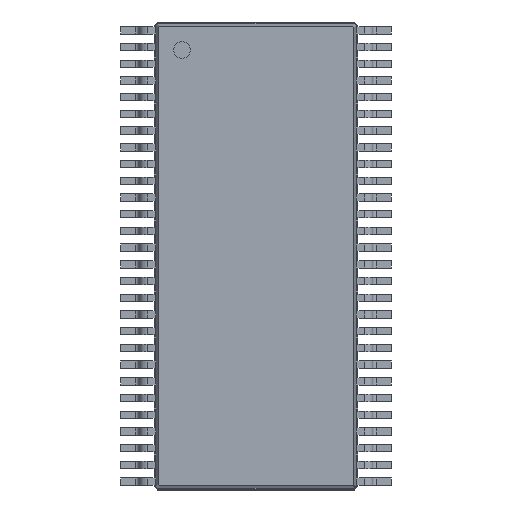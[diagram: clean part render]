
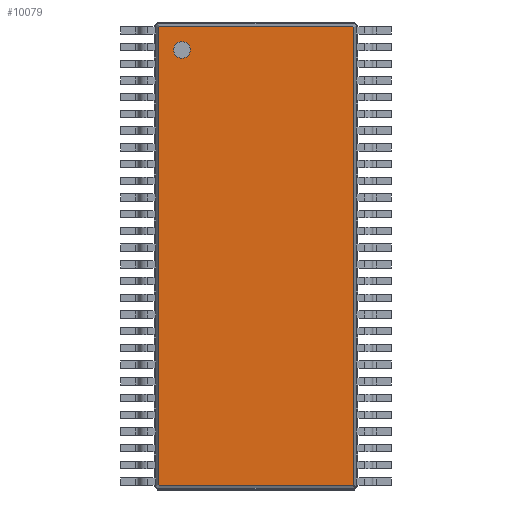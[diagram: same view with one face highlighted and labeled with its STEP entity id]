
A CAD part, top view. The second image highlights one B-rep face of the part: STEP entity #10079.
In plain terms, the highlighted planar face has unit normal (0, 0, 1).
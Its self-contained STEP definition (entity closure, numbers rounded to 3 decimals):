
#3310 = VERTEX_POINT('',#3311);
#3311 = CARTESIAN_POINT('',(2.915,-6.842,1.05));
#3316 = EDGE_CURVE('',#3317,#3310,#3319,.T.);
#3317 = VERTEX_POINT('',#3318);
#3318 = CARTESIAN_POINT('',(2.915,6.842,1.05));
#3319 = LINE('',#3320,#3321);
#3320 = CARTESIAN_POINT('',(2.915,6.842,1.05));
#3321 = VECTOR('',#3322,1.);
#3322 = DIRECTION('',(0.,-1.,0.));
#10043 = EDGE_CURVE('',#10044,#3317,#10046,.T.);
#10044 = VERTEX_POINT('',#10045);
#10045 = CARTESIAN_POINT('',(2.892,6.865,1.05));
#10046 = LINE('',#10047,#10048);
#10047 = CARTESIAN_POINT('',(2.892,6.865,1.05));
#10048 = VECTOR('',#10049,1.);
#10049 = DIRECTION('',(0.707,-0.707,0.));
#10079 = ADVANCED_FACE('',(#10080,#10130),#10141,.F.);
#10080 = FACE_BOUND('',#10081,.F.);
#10081 = EDGE_LOOP('',(#10082,#10090,#10091,#10092,#10100,#10108,#10116,
#10124));
#10082 = ORIENTED_EDGE('',*,*,#10083,.T.);
#10083 = EDGE_CURVE('',#10084,#10044,#10086,.T.);
#10084 = VERTEX_POINT('',#10085);
#10085 = CARTESIAN_POINT('',(-2.892,6.865,1.05));
#10086 = LINE('',#10087,#10088);
#10087 = CARTESIAN_POINT('',(-2.892,6.865,1.05));
#10088 = VECTOR('',#10089,1.);
#10089 = DIRECTION('',(1.,0.,0.));
#10090 = ORIENTED_EDGE('',*,*,#10043,.T.);
#10091 = ORIENTED_EDGE('',*,*,#3316,.T.);
#10092 = ORIENTED_EDGE('',*,*,#10093,.T.);
#10093 = EDGE_CURVE('',#3310,#10094,#10096,.T.);
#10094 = VERTEX_POINT('',#10095);
#10095 = CARTESIAN_POINT('',(2.892,-6.865,1.05));
#10096 = LINE('',#10097,#10098);
#10097 = CARTESIAN_POINT('',(2.915,-6.842,1.05));
#10098 = VECTOR('',#10099,1.);
#10099 = DIRECTION('',(-0.707,-0.707,0.));
#10100 = ORIENTED_EDGE('',*,*,#10101,.T.);
#10101 = EDGE_CURVE('',#10094,#10102,#10104,.T.);
#10102 = VERTEX_POINT('',#10103);
#10103 = CARTESIAN_POINT('',(-2.892,-6.865,1.05));
#10104 = LINE('',#10105,#10106);
#10105 = CARTESIAN_POINT('',(2.892,-6.865,1.05));
#10106 = VECTOR('',#10107,1.);
#10107 = DIRECTION('',(-1.,0.,0.));
#10108 = ORIENTED_EDGE('',*,*,#10109,.T.);
#10109 = EDGE_CURVE('',#10102,#10110,#10112,.T.);
#10110 = VERTEX_POINT('',#10111);
#10111 = CARTESIAN_POINT('',(-2.915,-6.842,1.05));
#10112 = LINE('',#10113,#10114);
#10113 = CARTESIAN_POINT('',(-2.892,-6.865,1.05));
#10114 = VECTOR('',#10115,1.);
#10115 = DIRECTION('',(-0.707,0.707,0.));
#10116 = ORIENTED_EDGE('',*,*,#10117,.T.);
#10117 = EDGE_CURVE('',#10110,#10118,#10120,.T.);
#10118 = VERTEX_POINT('',#10119);
#10119 = CARTESIAN_POINT('',(-2.915,6.842,1.05));
#10120 = LINE('',#10121,#10122);
#10121 = CARTESIAN_POINT('',(-2.915,-6.842,1.05));
#10122 = VECTOR('',#10123,1.);
#10123 = DIRECTION('',(0.,1.,0.));
#10124 = ORIENTED_EDGE('',*,*,#10125,.T.);
#10125 = EDGE_CURVE('',#10118,#10084,#10126,.T.);
#10126 = LINE('',#10127,#10128);
#10127 = CARTESIAN_POINT('',(-2.915,6.842,1.05));
#10128 = VECTOR('',#10129,1.);
#10129 = DIRECTION('',(0.707,0.707,0.));
#10130 = FACE_BOUND('',#10131,.F.);
#10131 = EDGE_LOOP('',(#10132));
#10132 = ORIENTED_EDGE('',*,*,#10133,.T.);
#10133 = EDGE_CURVE('',#10134,#10134,#10136,.T.);
#10134 = VERTEX_POINT('',#10135);
#10135 = CARTESIAN_POINT('',(-2.215,5.915,1.05));
#10136 = CIRCLE('',#10137,0.25);
#10137 = AXIS2_PLACEMENT_3D('',#10138,#10139,#10140);
#10138 = CARTESIAN_POINT('',(-2.215,6.165,1.05));
#10139 = DIRECTION('',(-0.,0.,1.));
#10140 = DIRECTION('',(0.,-1.,0.));
#10141 = PLANE('',#10142);
#10142 = AXIS2_PLACEMENT_3D('',#10143,#10144,#10145);
#10143 = CARTESIAN_POINT('',(-2.892,6.865,1.05));
#10144 = DIRECTION('',(0.,0.,-1.));
#10145 = DIRECTION('',(0.388,-0.922,0.));
